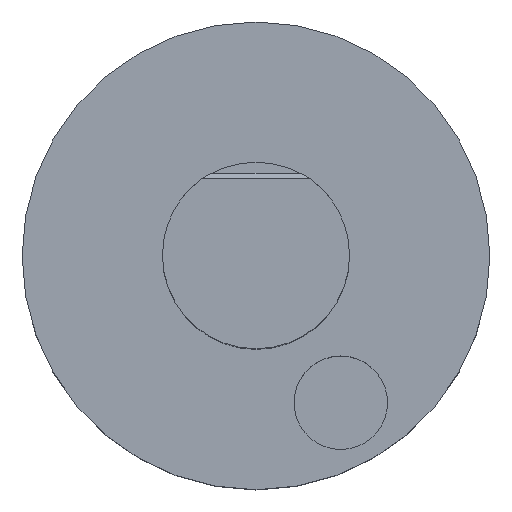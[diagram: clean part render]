
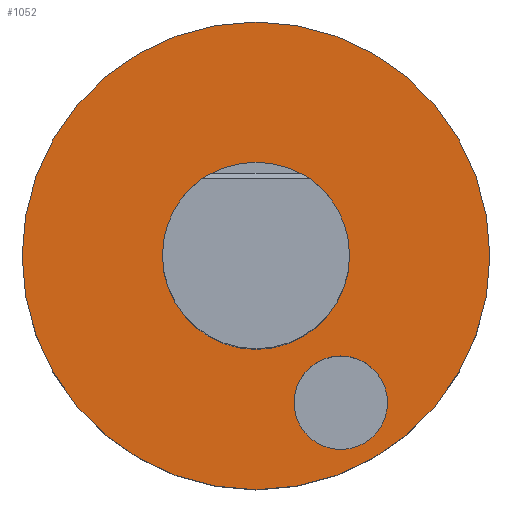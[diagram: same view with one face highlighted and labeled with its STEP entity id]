
A CAD part, top view. The second image highlights one B-rep face of the part: STEP entity #1052.
In plain terms, the highlighted planar face has unit normal (0, 0, 1).
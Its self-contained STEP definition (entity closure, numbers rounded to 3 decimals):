
#49 = ORIENTED_EDGE ( 'NONE', *, *, #634, .F. ) ;
#52 = ORIENTED_EDGE ( 'NONE', *, *, #859, .F. ) ;
#55 = DIRECTION ( 'NONE',  ( 0., 0., 1. ) ) ;
#59 = DIRECTION ( 'NONE',  ( 0., 0., 1. ) ) ;
#99 = EDGE_CURVE ( 'NONE', #425, #1119, #868, .T. ) ;
#149 = ORIENTED_EDGE ( 'NONE', *, *, #787, .T. ) ;
#152 = VERTEX_POINT ( 'NONE', #1523 ) ;
#163 = CARTESIAN_POINT ( 'NONE',  ( 7.25, -12.557, -32. ) ) ;
#167 = DIRECTION ( 'NONE',  ( -1., 0., 0. ) ) ;
#201 = ORIENTED_EDGE ( 'NONE', *, *, #973, .F. ) ;
#208 = CIRCLE ( 'NONE', #1325, 20. ) ;
#298 = CARTESIAN_POINT ( 'NONE',  ( 0., 8., -32. ) ) ;
#300 = DIRECTION ( 'NONE',  ( 0., 0., 1. ) ) ;
#313 = CARTESIAN_POINT ( 'NONE',  ( 0., 0., -32. ) ) ;
#329 = CARTESIAN_POINT ( 'NONE',  ( 7.25, -12.557, -32. ) ) ;
#331 = EDGE_LOOP ( 'NONE', ( #717, #49 ) ) ;
#353 = CARTESIAN_POINT ( 'NONE',  ( 11.25, -12.557, -32. ) ) ;
#390 = DIRECTION ( 'NONE',  ( 0., 0., 1. ) ) ;
#415 = CIRCLE ( 'NONE', #924, 20. ) ;
#425 = VERTEX_POINT ( 'NONE', #353 ) ;
#430 = CARTESIAN_POINT ( 'NONE',  ( 8., 0., -32. ) ) ;
#431 = DIRECTION ( 'NONE',  ( 0., 0., -1. ) ) ;
#469 = AXIS2_PLACEMENT_3D ( 'NONE', #752, #390, #857 ) ;
#595 = AXIS2_PLACEMENT_3D ( 'NONE', #298, #431, #167 ) ;
#634 = EDGE_CURVE ( 'NONE', #1119, #425, #1089, .T. ) ;
#664 = DIRECTION ( 'NONE',  ( 1., 0., 0. ) ) ;
#678 = CARTESIAN_POINT ( 'NONE',  ( 0., 0., -32. ) ) ;
#688 = EDGE_LOOP ( 'NONE', ( #149, #1149 ) ) ;
#717 = ORIENTED_EDGE ( 'NONE', *, *, #99, .F. ) ;
#752 = CARTESIAN_POINT ( 'NONE',  ( 0., 0., -32. ) ) ;
#780 = CARTESIAN_POINT ( 'NONE',  ( 3.25, -12.557, -32. ) ) ;
#787 = EDGE_CURVE ( 'NONE', #952, #152, #415, .T. ) ;
#857 = DIRECTION ( 'NONE',  ( 1., 0., 0. ) ) ;
#859 = EDGE_CURVE ( 'NONE', #1409, #1164, #1182, .T. ) ;
#868 = CIRCLE ( 'NONE', #1369, 4. ) ;
#888 = PLANE ( 'NONE',  #595 ) ;
#902 = CARTESIAN_POINT ( 'NONE',  ( -8., 0., -32. ) ) ;
#912 = DIRECTION ( 'NONE',  ( 0., 0., 1. ) ) ;
#924 = AXIS2_PLACEMENT_3D ( 'NONE', #678, #55, #1382 ) ;
#952 = VERTEX_POINT ( 'NONE', #1072 ) ;
#973 = EDGE_CURVE ( 'NONE', #1164, #1409, #1318, .T. ) ;
#995 = EDGE_LOOP ( 'NONE', ( #52, #201 ) ) ;
#1048 = EDGE_CURVE ( 'NONE', #152, #952, #208, .T. ) ;
#1052 = ADVANCED_FACE ( 'NONE', ( #1471, #1088, #1349 ), #888, .F. ) ;
#1072 = CARTESIAN_POINT ( 'NONE',  ( 20., 0., -32. ) ) ;
#1088 = FACE_BOUND ( 'NONE', #995, .T. ) ;
#1089 = CIRCLE ( 'NONE', #1228, 4. ) ;
#1119 = VERTEX_POINT ( 'NONE', #780 ) ;
#1129 = DIRECTION ( 'NONE',  ( 1., 0., 0. ) ) ;
#1149 = ORIENTED_EDGE ( 'NONE', *, *, #1048, .T. ) ;
#1150 = DIRECTION ( 'NONE',  ( 1., 0., 0. ) ) ;
#1164 = VERTEX_POINT ( 'NONE', #902 ) ;
#1172 = DIRECTION ( 'NONE',  ( 1., 0., 0. ) ) ;
#1182 = CIRCLE ( 'NONE', #1494, 8. ) ;
#1228 = AXIS2_PLACEMENT_3D ( 'NONE', #163, #300, #664 ) ;
#1239 = DIRECTION ( 'NONE',  ( 0., 0., 1. ) ) ;
#1318 = CIRCLE ( 'NONE', #469, 8. ) ;
#1325 = AXIS2_PLACEMENT_3D ( 'NONE', #1364, #1239, #1129 ) ;
#1349 = FACE_OUTER_BOUND ( 'NONE', #688, .T. ) ;
#1364 = CARTESIAN_POINT ( 'NONE',  ( 0., 0., -32. ) ) ;
#1369 = AXIS2_PLACEMENT_3D ( 'NONE', #329, #912, #1172 ) ;
#1382 = DIRECTION ( 'NONE',  ( 1., 0., 0. ) ) ;
#1409 = VERTEX_POINT ( 'NONE', #430 ) ;
#1471 = FACE_BOUND ( 'NONE', #331, .T. ) ;
#1494 = AXIS2_PLACEMENT_3D ( 'NONE', #313, #59, #1150 ) ;
#1523 = CARTESIAN_POINT ( 'NONE',  ( -20., 0., -32. ) ) ;
